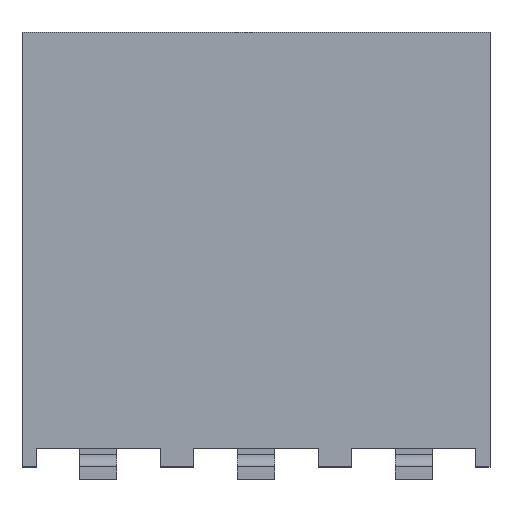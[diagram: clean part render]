
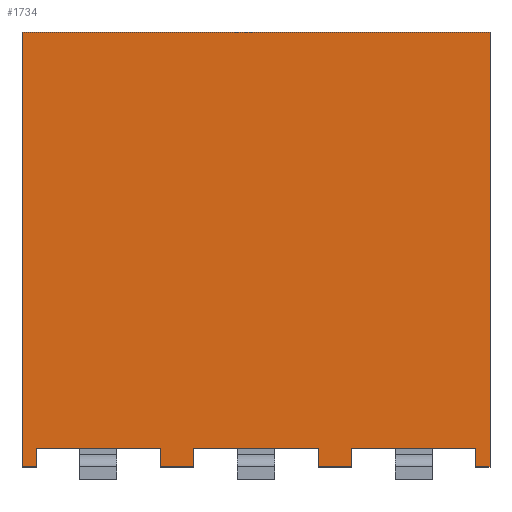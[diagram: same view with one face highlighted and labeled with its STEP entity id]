
A CAD part, top view. The second image highlights one B-rep face of the part: STEP entity #1734.
In plain terms, the highlighted planar face has unit normal (0, 0, 1).
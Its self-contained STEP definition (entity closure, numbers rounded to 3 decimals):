
#13=DIRECTION('',(-1.,0.,0.));
#14=VECTOR('',#13,7.54);
#15=CARTESIAN_POINT('',(3.77,0.,1.27));
#16=LINE('3709',#15,#14);
#65=DIRECTION('',(0.,-1.,0.));
#66=VECTOR('',#65,7.);
#67=CARTESIAN_POINT('',(-3.77,0.,1.27));
#68=LINE('3755',#67,#66);
#121=DIRECTION('',(-1.,0.,0.));
#122=VECTOR('',#121,0.23);
#123=CARTESIAN_POINT('',(3.77,-7.,1.27));
#124=LINE('3757',#123,#122);
#125=DIRECTION('',(0.,1.,0.));
#126=VECTOR('',#125,0.3);
#127=CARTESIAN_POINT('',(3.54,-7.,1.27));
#128=LINE('3771',#127,#126);
#129=DIRECTION('',(0.,-1.,0.));
#130=VECTOR('',#129,0.3);
#131=CARTESIAN_POINT('',(1.54,-6.7,1.27));
#132=LINE('3770',#131,#130);
#133=DIRECTION('',(-1.,0.,0.));
#134=VECTOR('',#133,0.54);
#135=CARTESIAN_POINT('',(1.54,-7.,1.27));
#136=LINE('3750',#135,#134);
#137=DIRECTION('',(0.,1.,0.));
#138=VECTOR('',#137,0.3);
#139=CARTESIAN_POINT('',(1.,-7.,1.27));
#140=LINE('3766',#139,#138);
#141=DIRECTION('',(0.,-1.,0.));
#142=VECTOR('',#141,0.3);
#143=CARTESIAN_POINT('',(-1.,-6.7,1.27));
#144=LINE('3765',#143,#142);
#145=DIRECTION('',(-1.,0.,0.));
#146=VECTOR('',#145,0.54);
#147=CARTESIAN_POINT('',(-1.,-7.,1.27));
#148=LINE('3746',#147,#146);
#149=DIRECTION('',(0.,1.,0.));
#150=VECTOR('',#149,0.3);
#151=CARTESIAN_POINT('',(-1.54,-7.,1.27));
#152=LINE('3762',#151,#150);
#153=DIRECTION('',(0.,-1.,0.));
#154=VECTOR('',#153,0.3);
#155=CARTESIAN_POINT('',(-3.54,-6.7,1.27));
#156=LINE('3761',#155,#154);
#157=DIRECTION('',(-1.,0.,0.));
#158=VECTOR('',#157,0.23);
#159=CARTESIAN_POINT('',(-3.54,-7.,1.27));
#160=LINE('3753',#159,#158);
#161=DIRECTION('',(0.,1.,0.));
#162=VECTOR('',#161,7.);
#163=CARTESIAN_POINT('',(3.77,-7.,1.27));
#164=LINE('3837',#163,#162);
#197=DIRECTION('',(-1.,0.,0.));
#198=VECTOR('',#197,2.);
#199=CARTESIAN_POINT('',(-1.54,-6.7,1.27));
#200=LINE('3743',#199,#198);
#209=DIRECTION('',(-1.,0.,0.));
#210=VECTOR('',#209,2.);
#211=CARTESIAN_POINT('',(1.,-6.7,1.27));
#212=LINE('3745',#211,#210);
#221=DIRECTION('',(-1.,0.,0.));
#222=VECTOR('',#221,2.);
#223=CARTESIAN_POINT('',(3.54,-6.7,1.27));
#224=LINE('3749',#223,#222);
#1225=CARTESIAN_POINT('',(-3.77,0.,1.27));
#1227=VERTEX_POINT('',#1225);
#1231=CARTESIAN_POINT('',(3.77,0.,1.27));
#1232=VERTEX_POINT('',#1231);
#1285=CARTESIAN_POINT('',(-1.54,-6.7,1.27));
#1286=CARTESIAN_POINT('',(-3.54,-6.7,1.27));
#1287=VERTEX_POINT('',#1285);
#1288=VERTEX_POINT('',#1286);
#1293=CARTESIAN_POINT('',(1.,-6.7,1.27));
#1294=CARTESIAN_POINT('',(-1.,-6.7,1.27));
#1295=VERTEX_POINT('',#1293);
#1296=VERTEX_POINT('',#1294);
#1297=CARTESIAN_POINT('',(-1.,-7.,1.27));
#1298=CARTESIAN_POINT('',(-1.54,-7.,1.27));
#1299=VERTEX_POINT('',#1297);
#1300=VERTEX_POINT('',#1298);
#1309=CARTESIAN_POINT('',(3.54,-6.7,1.27));
#1310=CARTESIAN_POINT('',(1.54,-6.7,1.27));
#1311=VERTEX_POINT('',#1309);
#1312=VERTEX_POINT('',#1310);
#1313=CARTESIAN_POINT('',(1.54,-7.,1.27));
#1314=CARTESIAN_POINT('',(1.,-7.,1.27));
#1315=VERTEX_POINT('',#1313);
#1316=VERTEX_POINT('',#1314);
#1321=CARTESIAN_POINT('',(-3.77,-7.,1.27));
#1323=VERTEX_POINT('',#1321);
#1325=CARTESIAN_POINT('',(-3.54,-7.,1.27));
#1326=VERTEX_POINT('',#1325);
#1329=CARTESIAN_POINT('',(3.77,-7.,1.27));
#1331=VERTEX_POINT('',#1329);
#1333=CARTESIAN_POINT('',(3.54,-7.,1.27));
#1334=VERTEX_POINT('',#1333);
#1698=CARTESIAN_POINT('',(3.77,0.,1.27));
#1699=DIRECTION('',(0.,0.,1.));
#1700=DIRECTION('',(-1.,0.,0.));
#1701=AXIS2_PLACEMENT_3D('',#1698,#1699,#1700);
#1702=PLANE('3580',#1701);
#1704=ORIENTED_EDGE('3837',*,*,#1703,.F.);
#1706=ORIENTED_EDGE('3757',*,*,#1705,.T.);
#1708=ORIENTED_EDGE('3771',*,*,#1707,.T.);
#1710=ORIENTED_EDGE('3749',*,*,#1709,.T.);
#1712=ORIENTED_EDGE('3770',*,*,#1711,.T.);
#1714=ORIENTED_EDGE('3750',*,*,#1713,.T.);
#1716=ORIENTED_EDGE('3766',*,*,#1715,.T.);
#1718=ORIENTED_EDGE('3745',*,*,#1717,.T.);
#1720=ORIENTED_EDGE('3765',*,*,#1719,.T.);
#1722=ORIENTED_EDGE('3746',*,*,#1721,.T.);
#1724=ORIENTED_EDGE('3762',*,*,#1723,.T.);
#1726=ORIENTED_EDGE('3743',*,*,#1725,.T.);
#1728=ORIENTED_EDGE('3761',*,*,#1727,.T.);
#1729=ORIENTED_EDGE('3753',*,*,#1690,.T.);
#1730=ORIENTED_EDGE('3755',*,*,#1639,.F.);
#1731=ORIENTED_EDGE('3709',*,*,#1596,.F.);
#1732=EDGE_LOOP('3580',(#1704,#1706,#1708,#1710,#1712,#1714,#1716,#1718,#1720,
#1722,#1724,#1726,#1728,#1729,#1730,#1731));
#1733=FACE_OUTER_BOUND('3580',#1732,.F.);
#1734=ADVANCED_FACE('3580',(#1733),#1702,.T.);
#1596=EDGE_CURVE('3709',#1232,#1227,#16,.T.);
#1639=EDGE_CURVE('3755',#1227,#1323,#68,.T.);
#1690=EDGE_CURVE('3753',#1326,#1323,#160,.T.);
#1703=EDGE_CURVE('3837',#1331,#1232,#164,.T.);
#1705=EDGE_CURVE('3757',#1331,#1334,#124,.T.);
#1707=EDGE_CURVE('3771',#1334,#1311,#128,.T.);
#1709=EDGE_CURVE('3749',#1311,#1312,#224,.T.);
#1711=EDGE_CURVE('3770',#1312,#1315,#132,.T.);
#1713=EDGE_CURVE('3750',#1315,#1316,#136,.T.);
#1715=EDGE_CURVE('3766',#1316,#1295,#140,.T.);
#1717=EDGE_CURVE('3745',#1295,#1296,#212,.T.);
#1719=EDGE_CURVE('3765',#1296,#1299,#144,.T.);
#1721=EDGE_CURVE('3746',#1299,#1300,#148,.T.);
#1723=EDGE_CURVE('3762',#1300,#1287,#152,.T.);
#1725=EDGE_CURVE('3743',#1287,#1288,#200,.T.);
#1727=EDGE_CURVE('3761',#1288,#1326,#156,.T.);
